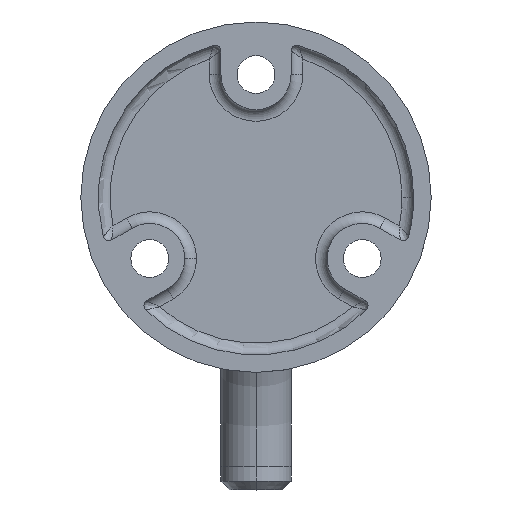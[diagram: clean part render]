
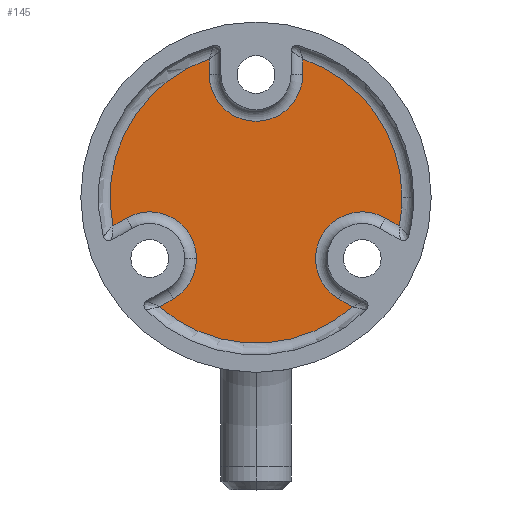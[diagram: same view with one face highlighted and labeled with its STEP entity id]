
A CAD part, top view. The second image highlights one B-rep face of the part: STEP entity #145.
In plain terms, the highlighted planar face has unit normal (0, 0, 1).
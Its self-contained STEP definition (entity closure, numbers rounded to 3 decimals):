
#30 = DIRECTION ( 'NONE',  ( 1., 0., 0. ) ) ;
#51 = CARTESIAN_POINT ( 'NONE',  ( 0., 0., 3. ) ) ;
#69 = EDGE_CURVE ( 'NONE', #564, #957, #896, .T. ) ;
#118 = CARTESIAN_POINT ( 'NONE',  ( 0., 0., 3. ) ) ;
#120 = CARTESIAN_POINT ( 'NONE',  ( -8., 0., 3. ) ) ;
#132 = EDGE_CURVE ( 'NONE', #957, #1114, #1154, .T. ) ;
#134 = ORIENTED_EDGE ( 'NONE', *, *, #69, .T. ) ;
#142 = EDGE_CURVE ( 'NONE', #1361, #671, #1472, .T. ) ;
#145 = ADVANCED_FACE ( 'NONE', ( #157 ), #1139, .T. ) ;
#157 = FACE_OUTER_BOUND ( 'NONE', #774, .T. ) ;
#160 = CARTESIAN_POINT ( 'NONE',  ( -22.187, -3.572, 3. ) ) ;
#165 = ORIENTED_EDGE ( 'NONE', *, *, #624, .T. ) ;
#186 = ORIENTED_EDGE ( 'NONE', *, *, #393, .T. ) ;
#196 = ORIENTED_EDGE ( 'NONE', *, *, #1188, .T. ) ;
#242 = CARTESIAN_POINT ( 'NONE',  ( -14.187, -17.428, 3. ) ) ;
#245 = VERTEX_POINT ( 'NONE', #395 ) ;
#261 = VERTEX_POINT ( 'NONE', #1183 ) ;
#282 = CARTESIAN_POINT ( 'NONE',  ( 22.187, -3.572, 3. ) ) ;
#330 = DIRECTION ( 'NONE',  ( 0., 0., 1. ) ) ;
#349 = DIRECTION ( 'NONE',  ( 0., 0., -1. ) ) ;
#353 = AXIS2_PLACEMENT_3D ( 'NONE', #51, #677, #687 ) ;
#366 = CARTESIAN_POINT ( 'NONE',  ( 0., 0., 3. ) ) ;
#370 = DIRECTION ( 'NONE',  ( 1., 0., 0. ) ) ;
#393 = EDGE_CURVE ( 'NONE', #261, #504, #820, .T. ) ;
#395 = CARTESIAN_POINT ( 'NONE',  ( -8., 23.685, 3. ) ) ;
#402 = AXIS2_PLACEMENT_3D ( 'NONE', #489, #330, #981 ) ;
#411 = CIRCLE ( 'NONE', #1538, 8. ) ;
#418 = DIRECTION ( 'NONE',  ( 0., 0., 1. ) ) ;
#432 = CARTESIAN_POINT ( 'NONE',  ( -16.512, -18.771, 3. ) ) ;
#463 = EDGE_CURVE ( 'NONE', #1342, #1591, #1759, .T. ) ;
#466 = CARTESIAN_POINT ( 'NONE',  ( -8., 21., 3. ) ) ;
#472 = VECTOR ( 'NONE', #1137, 1000. ) ;
#487 = LINE ( 'NONE', #120, #472 ) ;
#489 = CARTESIAN_POINT ( 'NONE',  ( 0., 0., 3. ) ) ;
#504 = VERTEX_POINT ( 'NONE', #466 ) ;
#508 = CARTESIAN_POINT ( 'NONE',  ( 16.512, -18.771, 3. ) ) ;
#510 = DIRECTION ( 'NONE',  ( 1., 0., 0. ) ) ;
#517 = AXIS2_PLACEMENT_3D ( 'NONE', #118, #418, #2047 ) ;
#541 = CARTESIAN_POINT ( 'NONE',  ( 18.187, -10.5, 3. ) ) ;
#559 = CARTESIAN_POINT ( 'NONE',  ( 4., 6.928, 3. ) ) ;
#564 = VERTEX_POINT ( 'NONE', #282 ) ;
#577 = ORIENTED_EDGE ( 'NONE', *, *, #880, .T. ) ;
#592 = ORIENTED_EDGE ( 'NONE', *, *, #1870, .T. ) ;
#624 = EDGE_CURVE ( 'NONE', #504, #245, #487, .T. ) ;
#668 = AXIS2_PLACEMENT_3D ( 'NONE', #366, #1512, #30 ) ;
#671 = VERTEX_POINT ( 'NONE', #780 ) ;
#674 = VECTOR ( 'NONE', #1740, 1000. ) ;
#677 = DIRECTION ( 'NONE',  ( 0., 0., 1. ) ) ;
#681 = EDGE_CURVE ( 'NONE', #1114, #1961, #1263, .T. ) ;
#687 = DIRECTION ( 'NONE',  ( 1., 0., 0. ) ) ;
#689 = DIRECTION ( 'NONE',  ( 0., -1., 0. ) ) ;
#774 = EDGE_LOOP ( 'NONE', ( #1245, #592, #577, #1088, #903, #1920, #134, #1754, #1534, #196, #186, #165, #830, #1127 ) ) ;
#780 = CARTESIAN_POINT ( 'NONE',  ( 14.187, -17.428, 3. ) ) ;
#816 = AXIS2_PLACEMENT_3D ( 'NONE', #541, #1031, #370 ) ;
#820 = CIRCLE ( 'NONE', #1019, 8. ) ;
#826 = CARTESIAN_POINT ( 'NONE',  ( 24.512, -4.915, 3. ) ) ;
#830 = ORIENTED_EDGE ( 'NONE', *, *, #1964, .T. ) ;
#871 = CARTESIAN_POINT ( 'NONE',  ( -24.512, -4.915, 3. ) ) ;
#880 = EDGE_CURVE ( 'NONE', #1204, #941, #2092, .T. ) ;
#896 = LINE ( 'NONE', #559, #1475 ) ;
#903 = ORIENTED_EDGE ( 'NONE', *, *, #142, .T. ) ;
#935 = DIRECTION ( 'NONE',  ( -0.866, -0.5, 0. ) ) ;
#941 = VERTEX_POINT ( 'NONE', #432 ) ;
#957 = VERTEX_POINT ( 'NONE', #826 ) ;
#981 = DIRECTION ( 'NONE',  ( 1., 0., 0. ) ) ;
#1019 = AXIS2_PLACEMENT_3D ( 'NONE', #2043, #2074, #1717 ) ;
#1031 = DIRECTION ( 'NONE',  ( 0., 0., -1. ) ) ;
#1088 = ORIENTED_EDGE ( 'NONE', *, *, #1347, .T. ) ;
#1094 = DIRECTION ( 'NONE',  ( 1., 0., 0. ) ) ;
#1112 = AXIS2_PLACEMENT_3D ( 'NONE', #1635, #1455, #1280 ) ;
#1114 = VERTEX_POINT ( 'NONE', #1484 ) ;
#1125 = CARTESIAN_POINT ( 'NONE',  ( 14.187, -17.428, 3. ) ) ;
#1127 = ORIENTED_EDGE ( 'NONE', *, *, #463, .T. ) ;
#1137 = DIRECTION ( 'NONE',  ( 0., 1., 0. ) ) ;
#1139 = PLANE ( 'NONE',  #402 ) ;
#1154 = CIRCLE ( 'NONE', #1112, 25. ) ;
#1165 = CIRCLE ( 'NONE', #1295, 8. ) ;
#1177 = CARTESIAN_POINT ( 'NONE',  ( -18.187, -10.5, 3. ) ) ;
#1183 = CARTESIAN_POINT ( 'NONE',  ( 8., 21., 3. ) ) ;
#1188 = EDGE_CURVE ( 'NONE', #1961, #261, #1996, .T. ) ;
#1204 = VERTEX_POINT ( 'NONE', #242 ) ;
#1206 = DIRECTION ( 'NONE',  ( 0.866, -0.5, 0. ) ) ;
#1245 = ORIENTED_EDGE ( 'NONE', *, *, #2070, .T. ) ;
#1263 = CIRCLE ( 'NONE', #353, 25. ) ;
#1272 = VECTOR ( 'NONE', #935, 1000. ) ;
#1280 = DIRECTION ( 'NONE',  ( 1., 0., 0. ) ) ;
#1295 = AXIS2_PLACEMENT_3D ( 'NONE', #1405, #1732, #1094 ) ;
#1342 = VERTEX_POINT ( 'NONE', #871 ) ;
#1347 = EDGE_CURVE ( 'NONE', #941, #1361, #1793, .T. ) ;
#1361 = VERTEX_POINT ( 'NONE', #508 ) ;
#1405 = CARTESIAN_POINT ( 'NONE',  ( -18.187, -10.5, 3. ) ) ;
#1455 = DIRECTION ( 'NONE',  ( 0., 0., 1. ) ) ;
#1472 = LINE ( 'NONE', #1125, #674 ) ;
#1475 = VECTOR ( 'NONE', #1206, 1000. ) ;
#1484 = CARTESIAN_POINT ( 'NONE',  ( 25., 0., 3. ) ) ;
#1493 = CARTESIAN_POINT ( 'NONE',  ( -10.187, -10.5, 3. ) ) ;
#1512 = DIRECTION ( 'NONE',  ( 0., 0., 1. ) ) ;
#1517 = VECTOR ( 'NONE', #689, 1000. ) ;
#1534 = ORIENTED_EDGE ( 'NONE', *, *, #681, .T. ) ;
#1538 = AXIS2_PLACEMENT_3D ( 'NONE', #1177, #349, #510 ) ;
#1547 = CARTESIAN_POINT ( 'NONE',  ( 8., 21., 3. ) ) ;
#1586 = CARTESIAN_POINT ( 'NONE',  ( 8., 23.685, 3. ) ) ;
#1591 = VERTEX_POINT ( 'NONE', #1931 ) ;
#1635 = CARTESIAN_POINT ( 'NONE',  ( 0., 0., 3. ) ) ;
#1717 = DIRECTION ( 'NONE',  ( 1., 0., 0. ) ) ;
#1732 = DIRECTION ( 'NONE',  ( 0., 0., -1. ) ) ;
#1734 = VECTOR ( 'NONE', #2094, 1000. ) ;
#1740 = DIRECTION ( 'NONE',  ( -0.866, 0.5, 0. ) ) ;
#1754 = ORIENTED_EDGE ( 'NONE', *, *, #132, .T. ) ;
#1759 = LINE ( 'NONE', #160, #1734 ) ;
#1786 = VERTEX_POINT ( 'NONE', #1493 ) ;
#1793 = CIRCLE ( 'NONE', #668, 25. ) ;
#1798 = EDGE_CURVE ( 'NONE', #671, #564, #1874, .T. ) ;
#1870 = EDGE_CURVE ( 'NONE', #1786, #1204, #1165, .T. ) ;
#1874 = CIRCLE ( 'NONE', #816, 8. ) ;
#1885 = CARTESIAN_POINT ( 'NONE',  ( 4., -6.928, 3. ) ) ;
#1920 = ORIENTED_EDGE ( 'NONE', *, *, #1798, .T. ) ;
#1931 = CARTESIAN_POINT ( 'NONE',  ( -22.187, -3.572, 3. ) ) ;
#1961 = VERTEX_POINT ( 'NONE', #1586 ) ;
#1964 = EDGE_CURVE ( 'NONE', #245, #1342, #1985, .T. ) ;
#1985 = CIRCLE ( 'NONE', #517, 25. ) ;
#1996 = LINE ( 'NONE', #1547, #1517 ) ;
#2043 = CARTESIAN_POINT ( 'NONE',  ( 0., 21., 3. ) ) ;
#2047 = DIRECTION ( 'NONE',  ( 1., 0., 0. ) ) ;
#2070 = EDGE_CURVE ( 'NONE', #1591, #1786, #411, .T. ) ;
#2074 = DIRECTION ( 'NONE',  ( 0., 0., -1. ) ) ;
#2092 = LINE ( 'NONE', #1885, #1272 ) ;
#2094 = DIRECTION ( 'NONE',  ( 0.866, 0.5, 0. ) ) ;
